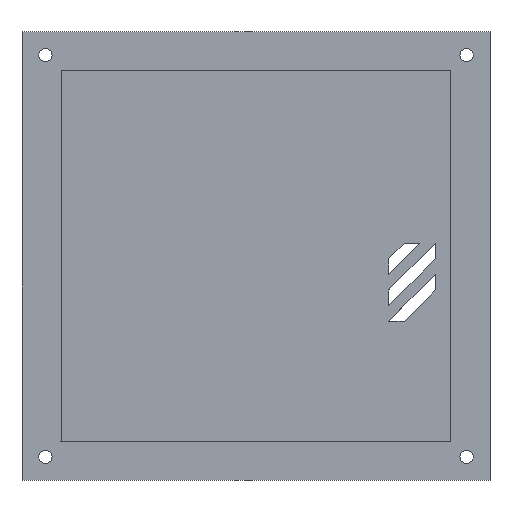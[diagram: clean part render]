
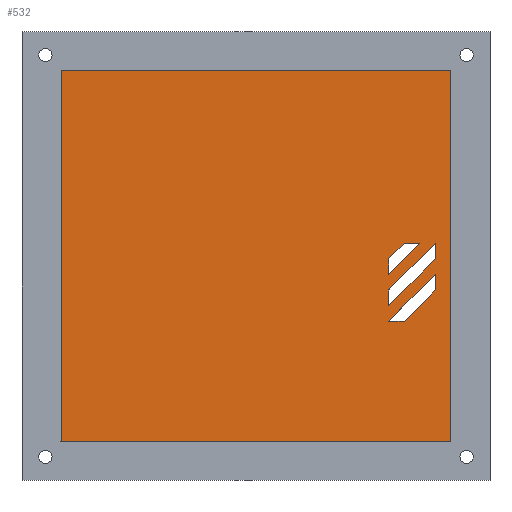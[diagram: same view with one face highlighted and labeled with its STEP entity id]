
A CAD part, top view. The second image highlights one B-rep face of the part: STEP entity #532.
In plain terms, the highlighted planar face has unit normal (0, 0, 1).
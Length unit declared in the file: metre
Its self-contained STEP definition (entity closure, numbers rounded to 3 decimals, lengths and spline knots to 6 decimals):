
#116=ORIENTED_EDGE('',*,*,#216,.F.);
#117=ORIENTED_EDGE('',*,*,#217,.T.);
#118=ORIENTED_EDGE('',*,*,#218,.T.);
#119=ORIENTED_EDGE('',*,*,#219,.F.);
#120=ORIENTED_EDGE('',*,*,#180,.F.);
#121=ORIENTED_EDGE('',*,*,#184,.T.);
#122=ORIENTED_EDGE('',*,*,#187,.T.);
#123=ORIENTED_EDGE('',*,*,#202,.T.);
#124=ORIENTED_EDGE('',*,*,#170,.F.);
#125=ORIENTED_EDGE('',*,*,#174,.T.);
#126=ORIENTED_EDGE('',*,*,#177,.T.);
#127=ORIENTED_EDGE('',*,*,#200,.F.);
#128=ORIENTED_EDGE('',*,*,#160,.T.);
#129=ORIENTED_EDGE('',*,*,#164,.T.);
#130=ORIENTED_EDGE('',*,*,#167,.T.);
#131=ORIENTED_EDGE('',*,*,#214,.F.);
#160=EDGE_CURVE('',#228,#229,#276,.T.);
#164=EDGE_CURVE('',#229,#232,#280,.T.);
#167=EDGE_CURVE('',#232,#234,#283,.T.);
#170=EDGE_CURVE('',#236,#237,#286,.T.);
#174=EDGE_CURVE('',#236,#240,#290,.T.);
#177=EDGE_CURVE('',#240,#242,#293,.T.);
#180=EDGE_CURVE('',#244,#245,#296,.T.);
#184=EDGE_CURVE('',#244,#248,#300,.T.);
#187=EDGE_CURVE('',#248,#250,#303,.T.);
#200=EDGE_CURVE('',#237,#242,#316,.T.);
#202=EDGE_CURVE('',#250,#245,#318,.T.);
#214=EDGE_CURVE('',#228,#234,#322,.T.);
#216=EDGE_CURVE('',#268,#269,#324,.T.);
#217=EDGE_CURVE('',#268,#270,#325,.T.);
#218=EDGE_CURVE('',#270,#271,#326,.T.);
#219=EDGE_CURVE('',#269,#271,#327,.T.);
#228=VERTEX_POINT('',#721);
#229=VERTEX_POINT('',#722);
#232=VERTEX_POINT('',#730);
#234=VERTEX_POINT('',#736);
#236=VERTEX_POINT('',#742);
#237=VERTEX_POINT('',#743);
#240=VERTEX_POINT('',#751);
#242=VERTEX_POINT('',#757);
#244=VERTEX_POINT('',#763);
#245=VERTEX_POINT('',#764);
#248=VERTEX_POINT('',#772);
#250=VERTEX_POINT('',#778);
#268=VERTEX_POINT('',#838);
#269=VERTEX_POINT('',#839);
#270=VERTEX_POINT('',#841);
#271=VERTEX_POINT('',#843);
#276=LINE('',#720,#336);
#280=LINE('',#729,#340);
#283=LINE('',#735,#343);
#286=LINE('',#741,#346);
#290=LINE('',#750,#350);
#293=LINE('',#756,#353);
#296=LINE('',#762,#356);
#300=LINE('',#771,#360);
#303=LINE('',#777,#363);
#316=LINE('',#804,#376);
#318=LINE('',#807,#378);
#322=LINE('',#833,#382);
#324=LINE('',#837,#384);
#325=LINE('',#840,#385);
#326=LINE('',#842,#386);
#327=LINE('',#844,#387);
#336=VECTOR('',#590,1.);
#340=VECTOR('',#596,1.);
#343=VECTOR('',#601,1.);
#346=VECTOR('',#606,1.);
#350=VECTOR('',#612,1.);
#353=VECTOR('',#617,1.);
#356=VECTOR('',#622,1.);
#360=VECTOR('',#628,1.);
#363=VECTOR('',#633,1.);
#376=VECTOR('',#654,1.);
#378=VECTOR('',#658,1.);
#382=VECTOR('',#690,1.);
#384=VECTOR('',#696,1.);
#385=VECTOR('',#697,1.);
#386=VECTOR('',#698,1.);
#387=VECTOR('',#699,1.);
#428=EDGE_LOOP('',(#116,#117,#118,#119));
#429=EDGE_LOOP('',(#120,#121,#122,#123));
#430=EDGE_LOOP('',(#124,#125,#126,#127));
#431=EDGE_LOOP('',(#128,#129,#130,#131));
#474=FACE_BOUND('',#428,.T.);
#475=FACE_BOUND('',#429,.T.);
#476=FACE_BOUND('',#430,.T.);
#477=FACE_BOUND('',#431,.T.);
#505=PLANE('',#580);
#532=ADVANCED_FACE('',(#474,#475,#476,#477),#505,.T.);
#580=AXIS2_PLACEMENT_3D('',#836,#694,#695);
#590=DIRECTION('',(-0.707,-0.707,0.));
#596=DIRECTION('',(0.,1.,0.));
#601=DIRECTION('',(0.707,0.707,0.));
#606=DIRECTION('',(0.707,0.707,0.));
#612=DIRECTION('',(0.,1.,0.));
#617=DIRECTION('',(0.707,0.707,0.));
#622=DIRECTION('',(0.,1.,0.));
#628=DIRECTION('',(-0.707,-0.707,0.));
#633=DIRECTION('',(-1.,0.,0.));
#654=DIRECTION('',(0.,1.,0.));
#658=DIRECTION('',(0.707,0.707,0.));
#690=DIRECTION('',(-1.,0.,0.));
#694=DIRECTION('',(0.,0.,1.));
#695=DIRECTION('',(1.,0.,0.));
#696=DIRECTION('',(1.,0.,0.));
#697=DIRECTION('',(0.,-1.,0.));
#698=DIRECTION('',(1.,0.,0.));
#699=DIRECTION('',(0.,-1.,0.));
#720=CARTESIAN_POINT('',(0.138514,-0.077578,0.));
#721=CARTESIAN_POINT('',(0.142514,-0.073578,0.));
#722=CARTESIAN_POINT('',(0.134514,-0.081578,0.));
#729=CARTESIAN_POINT('',(0.134514,-0.079578,0.));
#730=CARTESIAN_POINT('',(0.134514,-0.077578,0.));
#735=CARTESIAN_POINT('',(0.136514,-0.075578,0.));
#736=CARTESIAN_POINT('',(0.138514,-0.073578,0.));
#741=CARTESIAN_POINT('',(0.140514,-0.083578,0.));
#742=CARTESIAN_POINT('',(0.134514,-0.089578,0.));
#743=CARTESIAN_POINT('',(0.146514,-0.077578,0.));
#750=CARTESIAN_POINT('',(0.134514,-0.087578,0.));
#751=CARTESIAN_POINT('',(0.134514,-0.085578,0.));
#756=CARTESIAN_POINT('',(0.140514,-0.079578,0.));
#757=CARTESIAN_POINT('',(0.146514,-0.073578,0.));
#762=CARTESIAN_POINT('',(0.146514,-0.083578,0.));
#763=CARTESIAN_POINT('',(0.146514,-0.085578,0.));
#764=CARTESIAN_POINT('',(0.146514,-0.081578,0.));
#771=CARTESIAN_POINT('',(0.142514,-0.089578,0.));
#772=CARTESIAN_POINT('',(0.138514,-0.093578,0.));
#777=CARTESIAN_POINT('',(0.136514,-0.093578,0.));
#778=CARTESIAN_POINT('',(0.134514,-0.093578,0.));
#804=CARTESIAN_POINT('',(0.146514,-0.075578,0.));
#807=CARTESIAN_POINT('',(0.140514,-0.087578,0.));
#833=CARTESIAN_POINT('',(0.140514,-0.073578,0.));
#836=CARTESIAN_POINT('',(0.10051,-0.07686,0.));
#837=CARTESIAN_POINT('',(0.06068,-0.02936,0.));
#838=CARTESIAN_POINT('',(0.05051,-0.02936,0.));
#839=CARTESIAN_POINT('',(0.15051,-0.02936,0.));
#840=CARTESIAN_POINT('',(0.05051,-0.07686,0.));
#841=CARTESIAN_POINT('',(0.05051,-0.12436,0.));
#842=CARTESIAN_POINT('',(0.10051,-0.12436,0.));
#843=CARTESIAN_POINT('',(0.15051,-0.12436,0.));
#844=CARTESIAN_POINT('',(0.15051,-0.07686,0.));
